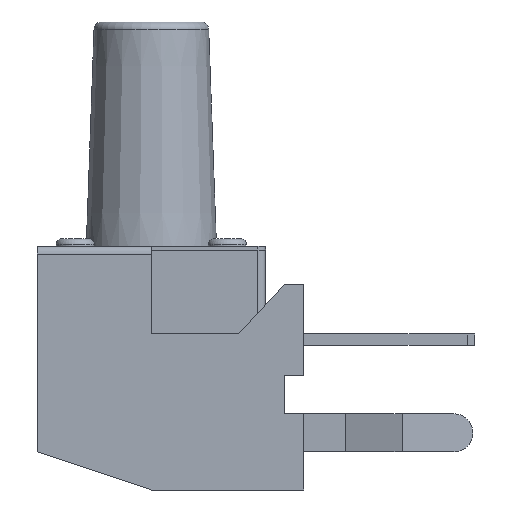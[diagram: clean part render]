
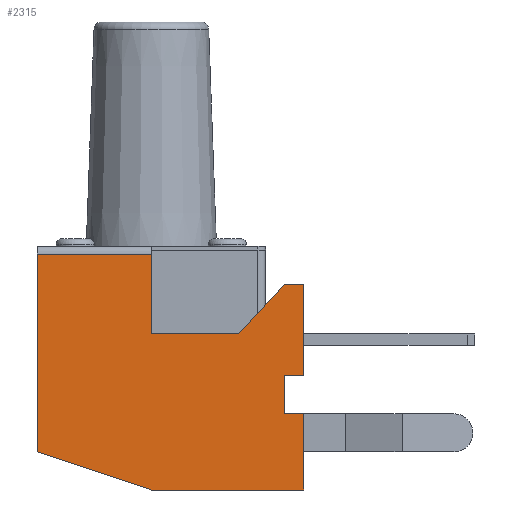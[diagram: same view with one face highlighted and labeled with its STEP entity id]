
A CAD part, left-side view. The second image highlights one B-rep face of the part: STEP entity #2315.
In plain terms, the highlighted face is planar.
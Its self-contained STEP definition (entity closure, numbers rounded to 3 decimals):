
#1710 = VERTEX_POINT('',#1711);
#1711 = CARTESIAN_POINT('',(2.898,-0.737,
    -2.379));
#1717 = EDGE_CURVE('',#1710,#1718,#1720,.T.);
#1718 = VERTEX_POINT('',#1719);
#1719 = CARTESIAN_POINT('',(2.898,-0.737,
    -0.279));
#1720 = LINE('',#1721,#1722);
#1721 = CARTESIAN_POINT('',(2.898,-0.737,
    -2.379));
#1722 = VECTOR('',#1723,1.);
#1723 = DIRECTION('',(0.,0.,1.));
#1921 = VERTEX_POINT('',#1922);
#1922 = CARTESIAN_POINT('',(-0.102,-0.737,
    -0.279));
#1929 = EDGE_CURVE('',#1921,#1930,#1932,.T.);
#1930 = VERTEX_POINT('',#1931);
#1931 = CARTESIAN_POINT('',(-0.102,-0.737,
    -5.479));
#1932 = LINE('',#1933,#1934);
#1933 = CARTESIAN_POINT('',(-0.102,-0.737,
    -0.079));
#1934 = VECTOR('',#1935,1.);
#1935 = DIRECTION('',(0.,0.,-1.));
#1971 = EDGE_CURVE('',#1718,#1921,#1972,.T.);
#1972 = LINE('',#1973,#1974);
#1973 = CARTESIAN_POINT('',(2.898,-0.737,
    -0.279));
#1974 = VECTOR('',#1975,1.);
#1975 = DIRECTION('',(-1.,0.,0.));
#2049 = VERTEX_POINT('',#2050);
#2050 = CARTESIAN_POINT('',(5.198,-0.737,
    -2.379));
#2056 = EDGE_CURVE('',#2049,#2057,#2059,.T.);
#2057 = VERTEX_POINT('',#2058);
#2058 = CARTESIAN_POINT('',(6.398,-0.737,
    -1.079));
#2059 = LINE('',#2060,#2061);
#2060 = CARTESIAN_POINT('',(5.198,-0.737,
    -2.379));
#2061 = VECTOR('',#2062,1.);
#2062 = DIRECTION('',(0.678,0.,0.735));
#2080 = EDGE_CURVE('',#2057,#2081,#2083,.T.);
#2081 = VERTEX_POINT('',#2082);
#2082 = CARTESIAN_POINT('',(6.898,-0.737,
    -1.079));
#2083 = LINE('',#2084,#2085);
#2084 = CARTESIAN_POINT('',(6.398,-0.737,
    -1.079));
#2085 = VECTOR('',#2086,1.);
#2086 = DIRECTION('',(1.,0.,0.));
#2104 = VERTEX_POINT('',#2105);
#2105 = CARTESIAN_POINT('',(6.898,-0.737,
    -3.479));
#2111 = EDGE_CURVE('',#2104,#2081,#2112,.T.);
#2112 = LINE('',#2113,#2114);
#2113 = CARTESIAN_POINT('',(6.898,-0.737,
    -3.479));
#2114 = VECTOR('',#2115,1.);
#2115 = DIRECTION('',(0.,0.,1.));
#2128 = VERTEX_POINT('',#2129);
#2129 = CARTESIAN_POINT('',(6.398,-0.737,
    -3.479));
#2135 = EDGE_CURVE('',#2128,#2104,#2136,.T.);
#2136 = LINE('',#2137,#2138);
#2137 = CARTESIAN_POINT('',(6.398,-0.737,
    -3.479));
#2138 = VECTOR('',#2139,1.);
#2139 = DIRECTION('',(1.,0.,0.));
#2152 = VERTEX_POINT('',#2153);
#2153 = CARTESIAN_POINT('',(6.398,-0.737,
    -4.479));
#2159 = EDGE_CURVE('',#2152,#2128,#2160,.T.);
#2160 = LINE('',#2161,#2162);
#2161 = CARTESIAN_POINT('',(6.398,-0.737,
    -4.479));
#2162 = VECTOR('',#2163,1.);
#2163 = DIRECTION('',(0.,0.,1.));
#2176 = VERTEX_POINT('',#2177);
#2177 = CARTESIAN_POINT('',(6.898,-0.737,
    -4.479));
#2183 = EDGE_CURVE('',#2176,#2152,#2184,.T.);
#2184 = LINE('',#2185,#2186);
#2185 = CARTESIAN_POINT('',(6.898,-0.737,
    -4.479));
#2186 = VECTOR('',#2187,1.);
#2187 = DIRECTION('',(-1.,0.,0.));
#2201 = VERTEX_POINT('',#2202);
#2202 = CARTESIAN_POINT('',(6.898,-0.737,
    -6.479));
#2208 = EDGE_CURVE('',#2201,#2209,#2211,.T.);
#2209 = VERTEX_POINT('',#2210);
#2210 = CARTESIAN_POINT('',(6.898,-0.737,
    -5.479));
#2211 = LINE('',#2212,#2213);
#2212 = CARTESIAN_POINT('',(6.898,-0.737,
    -6.479));
#2213 = VECTOR('',#2214,1.);
#2214 = DIRECTION('',(0.,0.,1.));
#2262 = VERTEX_POINT('',#2263);
#2263 = CARTESIAN_POINT('',(2.898,-0.737,
    -6.479));
#2269 = EDGE_CURVE('',#2262,#2201,#2270,.T.);
#2270 = LINE('',#2271,#2272);
#2271 = CARTESIAN_POINT('',(2.898,-0.737,
    -6.479));
#2272 = VECTOR('',#2273,1.);
#2273 = DIRECTION('',(1.,0.,0.));
#2286 = EDGE_CURVE('',#1930,#2262,#2287,.T.);
#2287 = LINE('',#2288,#2289);
#2288 = CARTESIAN_POINT('',(-0.102,-0.737,
    -5.479));
#2289 = VECTOR('',#2290,1.);
#2290 = DIRECTION('',(0.949,0.,-0.316));
#2303 = EDGE_CURVE('',#2049,#1710,#2304,.T.);
#2304 = LINE('',#2305,#2306);
#2305 = CARTESIAN_POINT('',(5.198,-0.737,
    -2.379));
#2306 = VECTOR('',#2307,1.);
#2307 = DIRECTION('',(-1.,0.,0.));
#2315 = ADVANCED_FACE('',(#2316),#2337,.T.);
#2316 = FACE_BOUND('',#2317,.T.);
#2317 = EDGE_LOOP('',(#2318,#2319,#2320,#2321,#2322,#2323,#2324,#2330,
    #2331,#2332,#2333,#2334,#2335,#2336));
#2318 = ORIENTED_EDGE('',*,*,#1717,.T.);
#2319 = ORIENTED_EDGE('',*,*,#1971,.T.);
#2320 = ORIENTED_EDGE('',*,*,#1929,.T.);
#2321 = ORIENTED_EDGE('',*,*,#2286,.T.);
#2322 = ORIENTED_EDGE('',*,*,#2269,.T.);
#2323 = ORIENTED_EDGE('',*,*,#2208,.T.);
#2324 = ORIENTED_EDGE('',*,*,#2325,.T.);
#2325 = EDGE_CURVE('',#2209,#2176,#2326,.T.);
#2326 = LINE('',#2327,#2328);
#2327 = CARTESIAN_POINT('',(6.898,-0.737,
    -5.479));
#2328 = VECTOR('',#2329,1.);
#2329 = DIRECTION('',(0.,0.,1.));
#2330 = ORIENTED_EDGE('',*,*,#2183,.T.);
#2331 = ORIENTED_EDGE('',*,*,#2159,.T.);
#2332 = ORIENTED_EDGE('',*,*,#2135,.T.);
#2333 = ORIENTED_EDGE('',*,*,#2111,.T.);
#2334 = ORIENTED_EDGE('',*,*,#2080,.F.);
#2335 = ORIENTED_EDGE('',*,*,#2056,.F.);
#2336 = ORIENTED_EDGE('',*,*,#2303,.T.);
#2337 = PLANE('',#2338);
#2338 = AXIS2_PLACEMENT_3D('',#2339,#2340,#2341);
#2339 = CARTESIAN_POINT('',(3.49,-0.737,
    -3.342));
#2340 = DIRECTION('',(0.,-1.,0.));
#2341 = DIRECTION('',(0.,0.,-1.));
